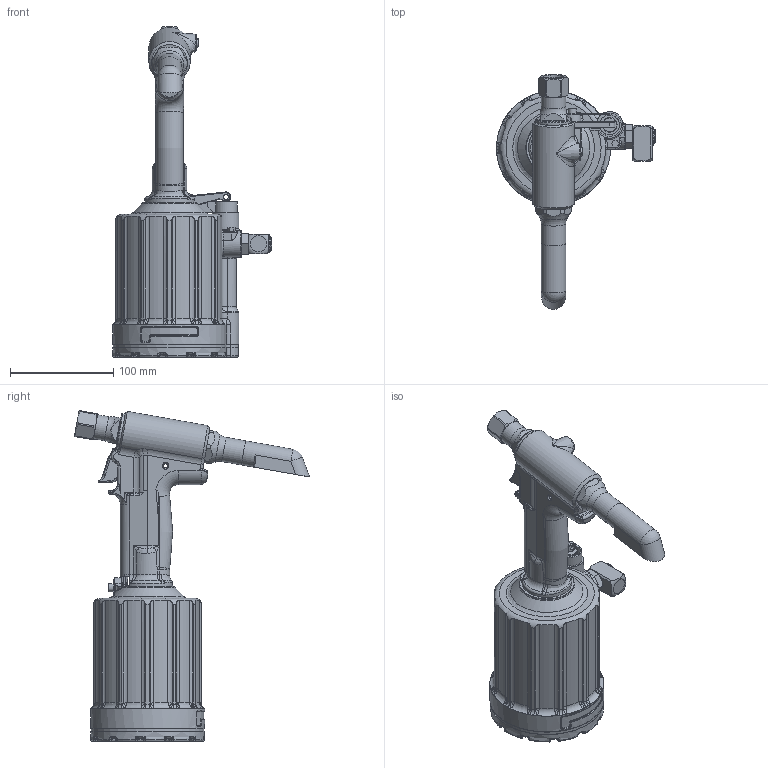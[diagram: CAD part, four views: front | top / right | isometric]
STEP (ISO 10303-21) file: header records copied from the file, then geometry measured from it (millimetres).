
FILE_DESCRIPTION(/* description */ (''),/* implementation_level */ '2;1');
FILE_NAME(/* name */ '2022_CLR.stp',/* time_stamp */ '2014-07-15T11:41:32-04:00',/* author */ (''),/* organization */ (''),/* preprocessor_version */ 'ST-DEVELOPER v15',/* originating_system */ 'SIEMENS PLM Software NX 9.0',/* authorisation */ '');
FILE_SCHEMA (('CONFIG_CONTROL_DESIGN'));
Length unit declared in the file: inch
Products named in the file (1): 2022_CLONE
Bounding box: 154.13 x 227.74 x 320.54 mm (x, y, z)
Volume: 1606157.7 mm3; surface area: 128600.2 mm2
Topology: 2 solids, 2 shells, 1156 faces, 2844 edges, 1616 vertices
Faces by surface type: cylinder 376, plane 252, bspline 217, torus 210, sphere 70, cone 28, extrusion 3
Full cylindrical faces by diameter (mm): 1.27 x3, 3.658 x1, 4 x1, 4.775 x1, 7.938 x1, 9.08 x1, 9.906 x1, 13.411 x1, 14.199 x2, 14.275 x1, 19.069 x1, 19.075 x1, 19.875 x1, 23.622 x1, 23.635 x1, 23.736 x1, 25.782 x1, 34.798 x1
Entity records: 39270 total; most frequent: CARTESIAN_POINT 14156, ORIENTED_EDGE 5348, DIRECTION 5180, EDGE_CURVE 2674, AXIS2_PLACEMENT_3D 2176, VERTEX_POINT 1590, EDGE_LOOP 1232, CIRCLE 1194
